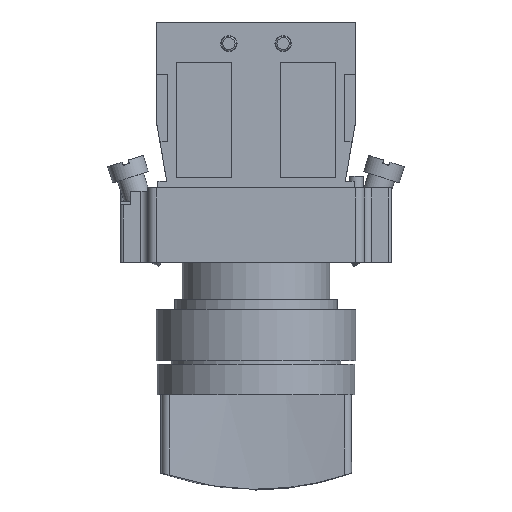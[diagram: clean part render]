
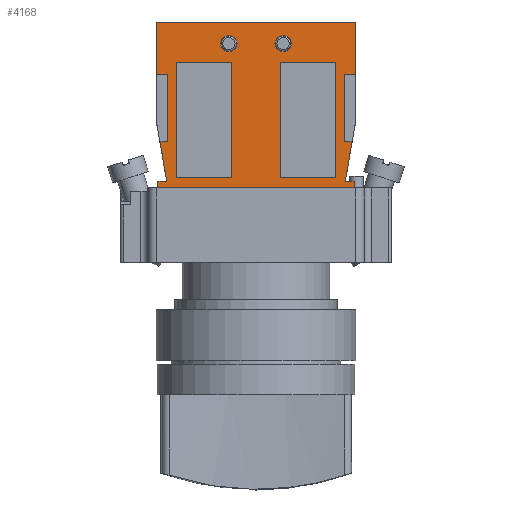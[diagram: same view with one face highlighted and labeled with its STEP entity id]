
A CAD part, front view. The second image highlights one B-rep face of the part: STEP entity #4168.
In plain terms, the highlighted face is planar.
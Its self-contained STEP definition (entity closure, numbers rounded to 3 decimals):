
#4168=ADVANCED_FACE('',(#9488,#9490,#9492,#9494,#9496),#9498,.T.);
#9488=FACE_BOUND('',#9489,.T.);
#9489=EDGE_LOOP('',(#13511,#13512,#13513,#13514,#13515,#13516,#13517,#13518,#13519,
#13520,#13521,#13522,#13523,#13524,#13525,#13526));
#9490=FACE_BOUND('',#9491,.T.);
#9491=EDGE_LOOP('',(#13527,#13528,#13529,#13530));
#9492=FACE_BOUND('',#9493,.T.);
#9493=EDGE_LOOP('',(#13531,#13532,#13533,#13534));
#9494=FACE_BOUND('',#9495,.T.);
#9495=EDGE_LOOP('',(#13535));
#9496=FACE_BOUND('',#9497,.T.);
#9497=EDGE_LOOP('',(#13536));
#9498=PLANE('',#9499);
#9499=AXIS2_PLACEMENT_3D('',#9500,#9501,#9502);
#9500=CARTESIAN_POINT('',(-14.75,12.25,0.));
#9501=DIRECTION('',(0.,0.,-1.));
#9502=DIRECTION('',(-1.,0.,0.));
#13511=ORIENTED_EDGE('',*,*,#15949,.T.);
#13512=ORIENTED_EDGE('',*,*,#15730,.F.);
#13513=ORIENTED_EDGE('',*,*,#15950,.F.);
#13514=ORIENTED_EDGE('',*,*,#15951,.F.);
#13515=ORIENTED_EDGE('',*,*,#15742,.F.);
#13516=ORIENTED_EDGE('',*,*,#15952,.F.);
#13517=ORIENTED_EDGE('',*,*,#15953,.F.);
#13518=ORIENTED_EDGE('',*,*,#15954,.F.);
#13519=ORIENTED_EDGE('',*,*,#15942,.F.);
#13520=ORIENTED_EDGE('',*,*,#15676,.F.);
#13521=ORIENTED_EDGE('',*,*,#15786,.F.);
#13522=ORIENTED_EDGE('',*,*,#15955,.T.);
#13523=ORIENTED_EDGE('',*,*,#15956,.T.);
#13524=ORIENTED_EDGE('',*,*,#15957,.T.);
#13525=ORIENTED_EDGE('',*,*,#15749,.T.);
#13526=ORIENTED_EDGE('',*,*,#15958,.T.);
#13527=ORIENTED_EDGE('',*,*,#15959,.F.);
#13528=ORIENTED_EDGE('',*,*,#15960,.F.);
#13529=ORIENTED_EDGE('',*,*,#15961,.F.);
#13530=ORIENTED_EDGE('',*,*,#15962,.F.);
#13531=ORIENTED_EDGE('',*,*,#15963,.T.);
#13532=ORIENTED_EDGE('',*,*,#15964,.T.);
#13533=ORIENTED_EDGE('',*,*,#15965,.T.);
#13534=ORIENTED_EDGE('',*,*,#15966,.T.);
#13535=ORIENTED_EDGE('',*,*,#15591,.F.);
#13536=ORIENTED_EDGE('',*,*,#15589,.F.);
#15589=EDGE_CURVE('',#18051,#18051,#18052,.T.);
#15591=EDGE_CURVE('',#18055,#18055,#18056,.T.);
#15676=EDGE_CURVE('',#18220,#18222,#18223,.T.);
#15730=EDGE_CURVE('',#18326,#18328,#18329,.T.);
#15742=EDGE_CURVE('',#18351,#18352,#18353,.T.);
#15749=EDGE_CURVE('',#18366,#18363,#18367,.T.);
#15786=EDGE_CURVE('',#18430,#18220,#18432,.T.);
#15942=EDGE_CURVE('',#18222,#18699,#18700,.T.);
#15949=EDGE_CURVE('',#18712,#18328,#18713,.T.);
#15950=EDGE_CURVE('',#18714,#18326,#18715,.T.);
#15951=EDGE_CURVE('',#18352,#18714,#18716,.T.);
#15952=EDGE_CURVE('',#18717,#18351,#18718,.T.);
#15953=EDGE_CURVE('',#18719,#18717,#18720,.T.);
#15954=EDGE_CURVE('',#18699,#18719,#18721,.T.);
#15955=EDGE_CURVE('',#18430,#18722,#18723,.T.);
#15956=EDGE_CURVE('',#18722,#18724,#18725,.T.);
#15957=EDGE_CURVE('',#18724,#18366,#18726,.T.);
#15958=EDGE_CURVE('',#18363,#18712,#18727,.T.);
#15959=EDGE_CURVE('',#18728,#18729,#18730,.T.);
#15960=EDGE_CURVE('',#18731,#18728,#18732,.T.);
#15961=EDGE_CURVE('',#18733,#18731,#18734,.T.);
#15962=EDGE_CURVE('',#18729,#18733,#18735,.T.);
#15963=EDGE_CURVE('',#18736,#18737,#18738,.T.);
#15964=EDGE_CURVE('',#18737,#18739,#18740,.T.);
#15965=EDGE_CURVE('',#18739,#18741,#18742,.T.);
#15966=EDGE_CURVE('',#18741,#18736,#18743,.T.);
#18051=VERTEX_POINT('',#23785);
#18052=CIRCLE('',#23786,1.2);
#18055=VERTEX_POINT('',#23795);
#18056=CIRCLE('',#23796,1.2);
#18220=VERTEX_POINT('',#24185);
#18222=VERTEX_POINT('',#24189);
#18223=LINE('',#24190,#24191);
#18326=VERTEX_POINT('',#24407);
#18328=VERTEX_POINT('',#24411);
#18329=LINE('',#24412,#24413);
#18351=VERTEX_POINT('',#24458);
#18352=VERTEX_POINT('',#24459);
#18353=LINE('',#24460,#24461);
#18363=VERTEX_POINT('',#24482);
#18366=VERTEX_POINT('',#24487);
#18367=LINE('',#24488,#24489);
#18430=VERTEX_POINT('',#24624);
#18432=LINE('',#24628,#24629);
#18699=VERTEX_POINT('',#25249);
#18700=LINE('',#25250,#25251);
#18712=VERTEX_POINT('',#25276);
#18713=LINE('',#25277,#25278);
#18714=VERTEX_POINT('',#25280);
#18715=LINE('',#25281,#25282);
#18716=LINE('',#25284,#25285);
#18717=VERTEX_POINT('',#25287);
#18718=LINE('',#25288,#25289);
#18719=VERTEX_POINT('',#25291);
#18720=LINE('',#25292,#25293);
#18721=LINE('',#25295,#25296);
#18722=VERTEX_POINT('',#25298);
#18723=LINE('',#25299,#25300);
#18724=VERTEX_POINT('',#25302);
#18725=LINE('',#25303,#25304);
#18726=LINE('',#25306,#25307);
#18727=LINE('',#25309,#25310);
#18728=VERTEX_POINT('',#25312);
#18729=VERTEX_POINT('',#25313);
#18730=LINE('',#25314,#25315);
#18731=VERTEX_POINT('',#25317);
#18732=LINE('',#25318,#25319);
#18733=VERTEX_POINT('',#25321);
#18734=LINE('',#25322,#25323);
#18735=LINE('',#25325,#25326);
#18736=VERTEX_POINT('',#25328);
#18737=VERTEX_POINT('',#25329);
#18738=LINE('',#25330,#25331);
#18739=VERTEX_POINT('',#25333);
#18740=LINE('',#25334,#25335);
#18741=VERTEX_POINT('',#25337);
#18742=LINE('',#25338,#25339);
#18743=LINE('',#25341,#25342);
#23785=CARTESIAN_POINT('',(-5.2,-9.05,0.));
#23786=AXIS2_PLACEMENT_3D('',#23787,#23788,#23789);
#23787=CARTESIAN_POINT('',(-4.,-9.05,0.));
#23788=DIRECTION('',(0.,0.,-1.));
#23789=DIRECTION('',(-1.,0.,0.));
#23795=CARTESIAN_POINT('',(2.8,-9.05,0.));
#23796=AXIS2_PLACEMENT_3D('',#23797,#23798,#23799);
#23797=CARTESIAN_POINT('',(4.,-9.05,0.));
#23798=DIRECTION('',(0.,0.,-1.));
#23799=DIRECTION('',(-1.,0.,0.));
#24185=CARTESIAN_POINT('',(-14.75,-12.25,0.));
#24189=CARTESIAN_POINT('',(14.75,-12.25,0.));
#24190=CARTESIAN_POINT('',(-14.75,-12.25,0.));
#24191=VECTOR('',#24192,1.);
#24192=DIRECTION('',(1.,0.,0.));
#24407=CARTESIAN_POINT('',(14.5,12.25,0.));
#24411=CARTESIAN_POINT('',(-14.5,12.25,0.));
#24412=CARTESIAN_POINT('',(14.5,12.25,0.));
#24413=VECTOR('',#24414,1.);
#24414=DIRECTION('',(-1.,0.,0.));
#24458=CARTESIAN_POINT('',(14.19,5.45,0.));
#24459=CARTESIAN_POINT('',(13.175,11.25,0.));
#24460=CARTESIAN_POINT('',(14.19,5.45,0.));
#24461=VECTOR('',#24462,1.);
#24462=DIRECTION('',(-0.172,0.985,0.));
#24482=CARTESIAN_POINT('',(-13.175,11.25,0.));
#24487=CARTESIAN_POINT('',(-14.19,5.45,0.));
#24488=CARTESIAN_POINT('',(-14.19,5.45,0.));
#24489=VECTOR('',#24490,1.);
#24490=DIRECTION('',(0.172,0.985,0.));
#24624=CARTESIAN_POINT('',(-14.75,-4.55,0.));
#24628=CARTESIAN_POINT('',(-14.75,-4.55,0.));
#24629=VECTOR('',#24630,1.);
#24630=DIRECTION('',(0.,-1.,0.));
#25249=CARTESIAN_POINT('',(14.75,-4.55,0.));
#25250=CARTESIAN_POINT('',(14.75,-12.25,0.));
#25251=VECTOR('',#25252,1.);
#25252=DIRECTION('',(0.,1.,0.));
#25276=CARTESIAN_POINT('',(-14.5,11.25,0.));
#25277=CARTESIAN_POINT('',(-14.5,11.25,0.));
#25278=VECTOR('',#25279,1.);
#25279=DIRECTION('',(0.,1.,0.));
#25280=CARTESIAN_POINT('',(14.5,11.25,0.));
#25281=CARTESIAN_POINT('',(14.5,11.25,0.));
#25282=VECTOR('',#25283,1.);
#25283=DIRECTION('',(0.,1.,0.));
#25284=CARTESIAN_POINT('',(13.175,11.25,0.));
#25285=VECTOR('',#25286,1.);
#25286=DIRECTION('',(1.,0.,0.));
#25287=CARTESIAN_POINT('',(13.05,5.45,0.));
#25288=CARTESIAN_POINT('',(13.05,5.45,0.));
#25289=VECTOR('',#25290,1.);
#25290=DIRECTION('',(1.,0.,0.));
#25291=CARTESIAN_POINT('',(13.05,-4.55,0.));
#25292=CARTESIAN_POINT('',(13.05,-4.55,0.));
#25293=VECTOR('',#25294,1.);
#25294=DIRECTION('',(0.,1.,0.));
#25295=CARTESIAN_POINT('',(14.75,-4.55,0.));
#25296=VECTOR('',#25297,1.);
#25297=DIRECTION('',(-1.,0.,0.));
#25298=CARTESIAN_POINT('',(-13.05,-4.55,0.));
#25299=CARTESIAN_POINT('',(-14.75,-4.55,0.));
#25300=VECTOR('',#25301,1.);
#25301=DIRECTION('',(1.,0.,0.));
#25302=CARTESIAN_POINT('',(-13.05,5.45,0.));
#25303=CARTESIAN_POINT('',(-13.05,-4.55,0.));
#25304=VECTOR('',#25305,1.);
#25305=DIRECTION('',(0.,1.,0.));
#25306=CARTESIAN_POINT('',(-13.05,5.45,0.));
#25307=VECTOR('',#25308,1.);
#25308=DIRECTION('',(-1.,0.,0.));
#25309=CARTESIAN_POINT('',(-13.175,11.25,0.));
#25310=VECTOR('',#25311,1.);
#25311=DIRECTION('',(-1.,0.,0.));
#25312=CARTESIAN_POINT('',(11.75,10.75,0.));
#25313=CARTESIAN_POINT('',(11.75,-6.25,0.));
#25314=CARTESIAN_POINT('',(11.75,10.75,0.));
#25315=VECTOR('',#25316,1.);
#25316=DIRECTION('',(0.,-1.,0.));
#25317=CARTESIAN_POINT('',(3.55,10.75,0.));
#25318=CARTESIAN_POINT('',(3.55,10.75,0.));
#25319=VECTOR('',#25320,1.);
#25320=DIRECTION('',(1.,0.,0.));
#25321=CARTESIAN_POINT('',(3.55,-6.25,0.));
#25322=CARTESIAN_POINT('',(3.55,-6.25,0.));
#25323=VECTOR('',#25324,1.);
#25324=DIRECTION('',(0.,1.,0.));
#25325=CARTESIAN_POINT('',(11.75,-6.25,0.));
#25326=VECTOR('',#25327,1.);
#25327=DIRECTION('',(-1.,0.,0.));
#25328=CARTESIAN_POINT('',(-3.55,10.75,0.));
#25329=CARTESIAN_POINT('',(-11.75,10.75,0.));
#25330=CARTESIAN_POINT('',(-3.55,10.75,0.));
#25331=VECTOR('',#25332,1.);
#25332=DIRECTION('',(-1.,0.,0.));
#25333=CARTESIAN_POINT('',(-11.75,-6.25,0.));
#25334=CARTESIAN_POINT('',(-11.75,10.75,0.));
#25335=VECTOR('',#25336,1.);
#25336=DIRECTION('',(0.,-1.,0.));
#25337=CARTESIAN_POINT('',(-3.55,-6.25,0.));
#25338=CARTESIAN_POINT('',(-11.75,-6.25,0.));
#25339=VECTOR('',#25340,1.);
#25340=DIRECTION('',(1.,0.,0.));
#25341=CARTESIAN_POINT('',(-3.55,-6.25,0.));
#25342=VECTOR('',#25343,1.);
#25343=DIRECTION('',(0.,1.,0.));
